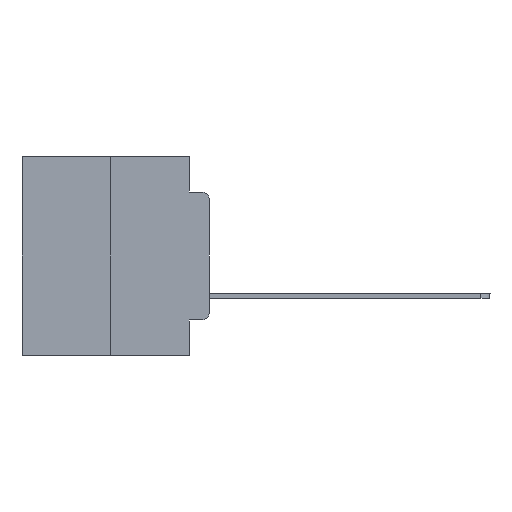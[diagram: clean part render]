
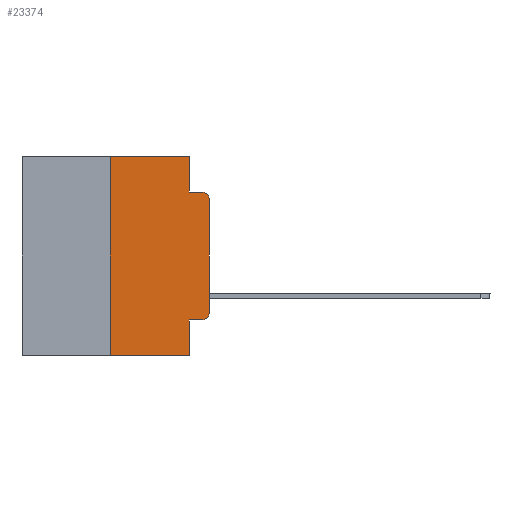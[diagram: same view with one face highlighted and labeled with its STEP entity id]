
A CAD part, left-side view. The second image highlights one B-rep face of the part: STEP entity #23374.
In plain terms, the highlighted planar face has unit normal (-1, 0, 0).
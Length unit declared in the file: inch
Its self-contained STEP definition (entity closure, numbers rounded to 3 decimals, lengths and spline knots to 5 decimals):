
#288 = VERTEX_POINT ( 'NONE', #14183 ) ;
#561 = CARTESIAN_POINT ( 'NONE',  ( 0., 0., 0. ) ) ;
#741 = LINE ( 'NONE', #10779, #22527 ) ;
#745 = LINE ( 'NONE', #19067, #21284 ) ;
#924 = ORIENTED_EDGE ( 'NONE', *, *, #2215, .F. ) ;
#1079 = PLANE ( 'NONE',  #10399 ) ;
#1202 = DIRECTION ( 'NONE',  ( 0., -1., 0. ) ) ;
#2062 = VERTEX_POINT ( 'NONE', #19868 ) ;
#2215 = EDGE_CURVE ( 'NONE', #2062, #12517, #741, .T. ) ;
#2521 = LINE ( 'NONE', #561, #19820 ) ;
#2761 = CIRCLE ( 'NONE', #8179, 0.02 ) ;
#2936 = ORIENTED_EDGE ( 'NONE', *, *, #5395, .T. ) ;
#3504 = DIRECTION ( 'NONE',  ( 0., 0., -1. ) ) ;
#3823 = CARTESIAN_POINT ( 'NONE',  ( 0., 0.25, 0. ) ) ;
#4474 = LINE ( 'NONE', #20716, #8746 ) ;
#4482 = DIRECTION ( 'NONE',  ( 0., 0., 1. ) ) ;
#5395 = EDGE_CURVE ( 'NONE', #24966, #288, #21687, .T. ) ;
#5502 = CARTESIAN_POINT ( 'NONE',  ( 0., 0.02, -0.3915 ) ) ;
#5615 = CARTESIAN_POINT ( 'NONE',  ( 0., 0.02, -0.4115 ) ) ;
#5694 = EDGE_CURVE ( 'NONE', #22270, #25263, #745, .T. ) ;
#5883 = CARTESIAN_POINT ( 'NONE',  ( 0., 0., -0.3915 ) ) ;
#6087 = VERTEX_POINT ( 'NONE', #17319 ) ;
#6642 = CARTESIAN_POINT ( 'NONE',  ( 0., 0.051, -0.0885 ) ) ;
#7072 = DIRECTION ( 'NONE',  ( 0., 0., -1. ) ) ;
#7879 = ORIENTED_EDGE ( 'NONE', *, *, #12244, .T. ) ;
#7971 = DIRECTION ( 'NONE',  ( 0., -1., 0. ) ) ;
#8179 = AXIS2_PLACEMENT_3D ( 'NONE', #5502, #13443, #21369 ) ;
#8746 = VECTOR ( 'NONE', #20203, 39.37008 ) ;
#9268 = VERTEX_POINT ( 'NONE', #18396 ) ;
#9271 = ORIENTED_EDGE ( 'NONE', *, *, #22043, .F. ) ;
#9804 = LINE ( 'NONE', #19915, #16755 ) ;
#10057 = CARTESIAN_POINT ( 'NONE',  ( 0., 0.051, -0.4115 ) ) ;
#10399 = AXIS2_PLACEMENT_3D ( 'NONE', #13316, #19014, #7072 ) ;
#10773 = ORIENTED_EDGE ( 'NONE', *, *, #24726, .T. ) ;
#10779 = CARTESIAN_POINT ( 'NONE',  ( 0., 0.25, 0. ) ) ;
#11194 = EDGE_CURVE ( 'NONE', #2062, #25263, #9804, .T. ) ;
#11237 = VERTEX_POINT ( 'NONE', #5883 ) ;
#11820 = CARTESIAN_POINT ( 'NONE',  ( 0., 0.051, 0. ) ) ;
#12244 = EDGE_CURVE ( 'NONE', #11237, #24966, #2521, .T. ) ;
#12517 = VERTEX_POINT ( 'NONE', #3823 ) ;
#13154 = CARTESIAN_POINT ( 'NONE',  ( 0., 0., -0.1085 ) ) ;
#13316 = CARTESIAN_POINT ( 'NONE',  ( 0., 0.473, 0. ) ) ;
#13443 = DIRECTION ( 'NONE',  ( -1., 0., 0. ) ) ;
#13449 = ORIENTED_EDGE ( 'NONE', *, *, #11194, .T. ) ;
#14183 = CARTESIAN_POINT ( 'NONE',  ( 0., 0.02, -0.0885 ) ) ;
#14214 = AXIS2_PLACEMENT_3D ( 'NONE', #17279, #25211, #3504 ) ;
#15372 = LINE ( 'NONE', #17322, #22850 ) ;
#15718 = EDGE_LOOP ( 'NONE', ( #7879, #2936, #21474, #25434, #9271, #924, #13449, #20633, #24842, #10773 ) ) ;
#16210 = DIRECTION ( 'NONE',  ( 0., 0., 1. ) ) ;
#16755 = VECTOR ( 'NONE', #7971, 39.37008 ) ;
#17151 = EDGE_CURVE ( 'NONE', #6087, #288, #24443, .T. ) ;
#17279 = CARTESIAN_POINT ( 'NONE',  ( 0., 0.02, -0.1085 ) ) ;
#17319 = CARTESIAN_POINT ( 'NONE',  ( 0., 0.051, -0.0885 ) ) ;
#17322 = CARTESIAN_POINT ( 'NONE',  ( 0., 0.051, -0.4115 ) ) ;
#17329 = FACE_OUTER_BOUND ( 'NONE', #15718, .T. ) ;
#18110 = VERTEX_POINT ( 'NONE', #5615 ) ;
#18396 = CARTESIAN_POINT ( 'NONE',  ( 0., 0.051, 0. ) ) ;
#18514 = VECTOR ( 'NONE', #20671, 39.37008 ) ;
#19014 = DIRECTION ( 'NONE',  ( 1., 0., 0. ) ) ;
#19067 = CARTESIAN_POINT ( 'NONE',  ( 0., 0.051, 0. ) ) ;
#19346 = LINE ( 'NONE', #11820, #23031 ) ;
#19820 = VECTOR ( 'NONE', #4482, 39.37008 ) ;
#19868 = CARTESIAN_POINT ( 'NONE',  ( 0., 0.25, -0.5 ) ) ;
#19915 = CARTESIAN_POINT ( 'NONE',  ( 0., 0.473, -0.5 ) ) ;
#20203 = DIRECTION ( 'NONE',  ( 0., -1., 0. ) ) ;
#20633 = ORIENTED_EDGE ( 'NONE', *, *, #5694, .F. ) ;
#20671 = DIRECTION ( 'NONE',  ( 0., -1., 0. ) ) ;
#20716 = CARTESIAN_POINT ( 'NONE',  ( 0., 0.473, 0. ) ) ;
#21284 = VECTOR ( 'NONE', #24543, 39.37008 ) ;
#21369 = DIRECTION ( 'NONE',  ( 0., 0., -1. ) ) ;
#21474 = ORIENTED_EDGE ( 'NONE', *, *, #17151, .F. ) ;
#21687 = CIRCLE ( 'NONE', #14214, 0.02 ) ;
#22043 = EDGE_CURVE ( 'NONE', #12517, #9268, #4474, .T. ) ;
#22104 = EDGE_CURVE ( 'NONE', #22270, #18110, #15372, .T. ) ;
#22270 = VERTEX_POINT ( 'NONE', #10057 ) ;
#22366 = CARTESIAN_POINT ( 'NONE',  ( 0., 0.051, -0.5 ) ) ;
#22527 = VECTOR ( 'NONE', #16210, 39.37008 ) ;
#22850 = VECTOR ( 'NONE', #1202, 39.37008 ) ;
#23031 = VECTOR ( 'NONE', #25063, 39.37008 ) ;
#23374 = ADVANCED_FACE ( 'NONE', ( #17329 ), #1079, .F. ) ;
#24443 = LINE ( 'NONE', #6642, #18514 ) ;
#24543 = DIRECTION ( 'NONE',  ( 0., 0., -1. ) ) ;
#24726 = EDGE_CURVE ( 'NONE', #18110, #11237, #2761, .T. ) ;
#24842 = ORIENTED_EDGE ( 'NONE', *, *, #22104, .T. ) ;
#24966 = VERTEX_POINT ( 'NONE', #13154 ) ;
#25063 = DIRECTION ( 'NONE',  ( 0., 0., -1. ) ) ;
#25211 = DIRECTION ( 'NONE',  ( -1., 0., 0. ) ) ;
#25263 = VERTEX_POINT ( 'NONE', #22366 ) ;
#25434 = ORIENTED_EDGE ( 'NONE', *, *, #25620, .F. ) ;
#25620 = EDGE_CURVE ( 'NONE', #9268, #6087, #19346, .T. ) ;
